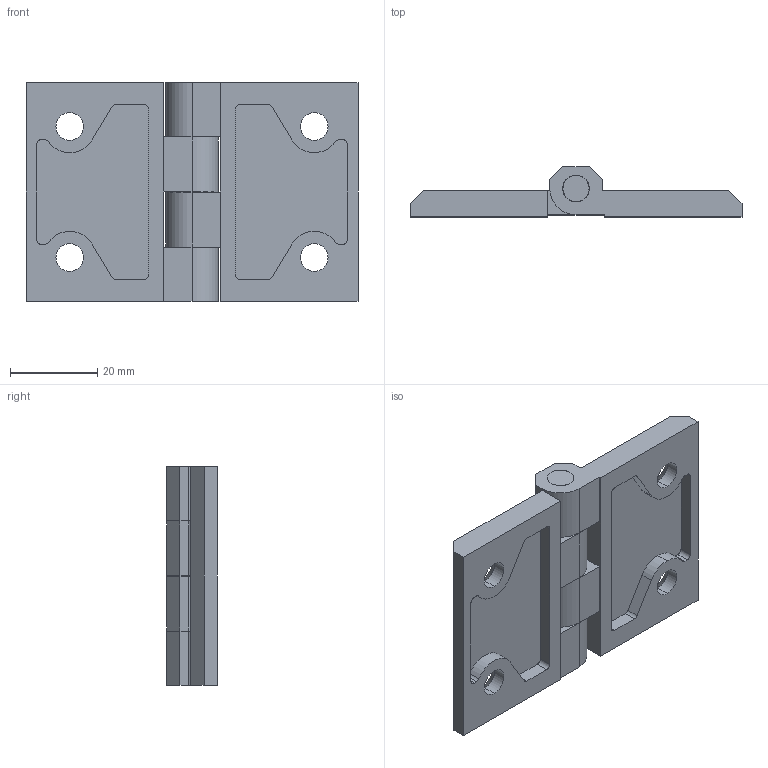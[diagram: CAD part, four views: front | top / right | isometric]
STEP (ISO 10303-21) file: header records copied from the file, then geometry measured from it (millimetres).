
FILE_DESCRIPTION (( 'STEP AP214' ), '1' );
FILE_NAME ('095007e.STEP', '2014-08-14T13:12:40', ( '' ), ( '' ), 'SwSTEP 2.0', 'SolidWorks 2014', '' );
FILE_SCHEMA (( 'AUTOMOTIVE_DESIGN' ));
Length unit declared in the file: millimetre
Products named in the file (4): 095007e; 095007e-1_095007e-1; 095007e-1_095007e-2; 09575050e-3
Assembly tree (3 placements, depth 2):
  095007e
    095007e-1_095007e-1
    095007e-1_095007e-2
    09575050e-3
Bounding box: 76 x 11.5 x 50 mm (x, y, z)
Volume: 18689.2 mm3; surface area: 13058.1 mm2
Topology: 3 solids, 3 shells, 126 faces, 332 edges, 216 vertices
Faces by surface type: plane 66, cylinder 50, cone 10
Entity records: 4080 total; most frequent: DIRECTION 706, CARTESIAN_POINT 680, ORIENTED_EDGE 664, EDGE_CURVE 332, AXIS2_PLACEMENT_3D 242, VECTOR 222, LINE 222, VERTEX_POINT 216
